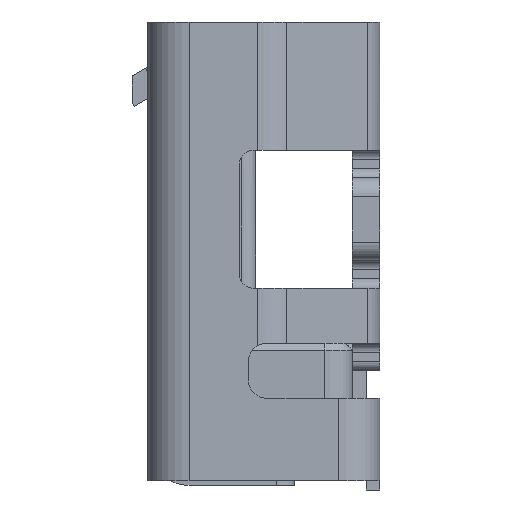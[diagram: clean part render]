
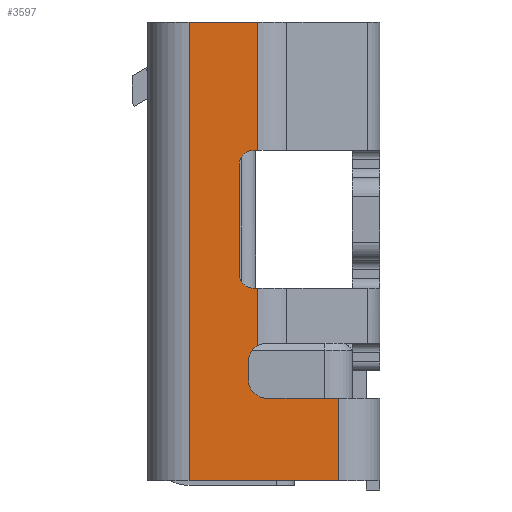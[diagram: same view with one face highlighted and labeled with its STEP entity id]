
A CAD part, left-side view. The second image highlights one B-rep face of the part: STEP entity #3597.
In plain terms, the highlighted planar face has unit normal (-1, 0, 0).
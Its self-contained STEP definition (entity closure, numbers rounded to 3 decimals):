
#31 = CARTESIAN_POINT ( 'NONE',  ( -3.75, 1.432, -1.811 ) ) ;
#49 = VERTEX_POINT ( 'NONE', #10595 ) ;
#125 = DIRECTION ( 'NONE',  ( 1., 0., 0. ) ) ;
#292 = VERTEX_POINT ( 'NONE', #3763 ) ;
#305 = DIRECTION ( 'NONE',  ( 1., 0., 0. ) ) ;
#322 = DIRECTION ( 'NONE',  ( 0., 1., 0. ) ) ;
#575 = EDGE_LOOP ( 'NONE', ( #16433, #8026, #9649, #13636, #19145, #13962, #6782, #18335, #12157, #6436, #10070, #3126, #5076, #12233, #6003 ) ) ;
#831 = LINE ( 'NONE', #17701, #13457 ) ;
#837 = CARTESIAN_POINT ( 'NONE',  ( -3.75, 0.45, -2.21 ) ) ;
#1047 = VECTOR ( 'NONE', #16531, 1000. ) ;
#1191 = DIRECTION ( 'NONE',  ( 0., 1., 0. ) ) ;
#1485 = DIRECTION ( 'NONE',  ( 1., 0., 0. ) ) ;
#1510 = AXIS2_PLACEMENT_3D ( 'NONE', #14561, #10152, #16487 ) ;
#1710 = CARTESIAN_POINT ( 'NONE',  ( -3.75, 1.332, 0. ) ) ;
#1836 = CIRCLE ( 'NONE', #1510, 0.15 ) ;
#2163 = VERTEX_POINT ( 'NONE', #17059 ) ;
#2166 = CIRCLE ( 'NONE', #18511, 0.2 ) ;
#2172 = EDGE_CURVE ( 'NONE', #10090, #2163, #5117, .T. ) ;
#2189 = VERTEX_POINT ( 'NONE', #9711 ) ;
#2191 = VERTEX_POINT ( 'NONE', #9404 ) ;
#2316 = AXIS2_PLACEMENT_3D ( 'NONE', #15313, #1485, #7780 ) ;
#2427 = EDGE_CURVE ( 'NONE', #3806, #7732, #4196, .T. ) ;
#3047 = EDGE_CURVE ( 'NONE', #10090, #7732, #14962, .T. ) ;
#3126 = ORIENTED_EDGE ( 'NONE', *, *, #18360, .T. ) ;
#3441 = VECTOR ( 'NONE', #7034, 1000. ) ;
#3480 = VECTOR ( 'NONE', #11749, 1000. ) ;
#3597 = ADVANCED_FACE ( 'NONE', ( #7504 ), #15448, .F. ) ;
#3763 = CARTESIAN_POINT ( 'NONE',  ( -3.75, 0.45, -3.11 ) ) ;
#3806 = VERTEX_POINT ( 'NONE', #9164 ) ;
#3823 = CIRCLE ( 'NONE', #13412, 0.2 ) ;
#4131 = VERTEX_POINT ( 'NONE', #14385 ) ;
#4196 = LINE ( 'NONE', #5694, #9511 ) ;
#4838 = CARTESIAN_POINT ( 'NONE',  ( -3.75, 1.232, -2.01 ) ) ;
#4971 = VERTEX_POINT ( 'NONE', #31 ) ;
#5052 = EDGE_CURVE ( 'NONE', #15452, #2189, #3823, .T. ) ;
#5076 = ORIENTED_EDGE ( 'NONE', *, *, #16623, .T. ) ;
#5117 = LINE ( 'NONE', #1710, #13985 ) ;
#5540 = DIRECTION ( 'NONE',  ( 0., 1., 0. ) ) ;
#5694 = CARTESIAN_POINT ( 'NONE',  ( -3.75, 2.08, 0. ) ) ;
#5989 = CARTESIAN_POINT ( 'NONE',  ( -3.75, 1.532, 0. ) ) ;
#6003 = ORIENTED_EDGE ( 'NONE', *, *, #3047, .T. ) ;
#6014 = EDGE_CURVE ( 'NONE', #13593, #15452, #831, .T. ) ;
#6436 = ORIENTED_EDGE ( 'NONE', *, *, #11789, .T. ) ;
#6480 = CARTESIAN_POINT ( 'NONE',  ( -3.75, 1.332, 1.89 ) ) ;
#6778 = VECTOR ( 'NONE', #18623, 1000. ) ;
#6782 = ORIENTED_EDGE ( 'NONE', *, *, #18655, .T. ) ;
#6997 = EDGE_CURVE ( 'NONE', #4131, #19536, #7484, .T. ) ;
#7034 = DIRECTION ( 'NONE',  ( 0., -1., 0. ) ) ;
#7045 = CARTESIAN_POINT ( 'NONE',  ( -3.75, 0.45, -2.51 ) ) ;
#7182 = DIRECTION ( 'NONE',  ( 1., 0., 0. ) ) ;
#7330 = DIRECTION ( 'NONE',  ( 0., 0., -1. ) ) ;
#7484 = LINE ( 'NONE', #5989, #6778 ) ;
#7504 = FACE_OUTER_BOUND ( 'NONE', #575, .T. ) ;
#7732 = VERTEX_POINT ( 'NONE', #13426 ) ;
#7780 = DIRECTION ( 'NONE',  ( 0., 1., 0. ) ) ;
#7904 = DIRECTION ( 'NONE',  ( 0., 0., -1. ) ) ;
#8026 = ORIENTED_EDGE ( 'NONE', *, *, #11592, .T. ) ;
#8411 = VECTOR ( 'NONE', #8414, 1000. ) ;
#8414 = DIRECTION ( 'NONE',  ( 0., 0., 1. ) ) ;
#8646 = LINE ( 'NONE', #14766, #19453 ) ;
#8998 = DIRECTION ( 'NONE',  ( 0., 0., 1. ) ) ;
#9164 = CARTESIAN_POINT ( 'NONE',  ( -3.75, 2.08, -3.11 ) ) ;
#9404 = CARTESIAN_POINT ( 'NONE',  ( -3.75, 1.382, 0.49 ) ) ;
#9410 = CARTESIAN_POINT ( 'NONE',  ( -3.75, 0., 0. ) ) ;
#9511 = VECTOR ( 'NONE', #8998, 1000. ) ;
#9649 = ORIENTED_EDGE ( 'NONE', *, *, #14739, .F. ) ;
#9711 = CARTESIAN_POINT ( 'NONE',  ( -3.75, 1.432, -2.01 ) ) ;
#9859 = LINE ( 'NONE', #7045, #10127 ) ;
#10050 = CARTESIAN_POINT ( 'NONE',  ( -3.75, 0., 0.49 ) ) ;
#10070 = ORIENTED_EDGE ( 'NONE', *, *, #6997, .F. ) ;
#10090 = VERTEX_POINT ( 'NONE', #6480 ) ;
#10127 = VECTOR ( 'NONE', #12861, 1000. ) ;
#10152 = DIRECTION ( 'NONE',  ( 1., 0., 0. ) ) ;
#10217 = LINE ( 'NONE', #16348, #8411 ) ;
#10224 = CARTESIAN_POINT ( 'NONE',  ( -3.75, 1.332, -1.01 ) ) ;
#10595 = CARTESIAN_POINT ( 'NONE',  ( -3.75, 1.382, -1.01 ) ) ;
#11019 = EDGE_CURVE ( 'NONE', #17148, #16102, #10217, .T. ) ;
#11592 = EDGE_CURVE ( 'NONE', #3806, #292, #15115, .T. ) ;
#11749 = DIRECTION ( 'NONE',  ( 0., 1., 0. ) ) ;
#11789 = EDGE_CURVE ( 'NONE', #49, #19536, #13510, .T. ) ;
#11919 = CARTESIAN_POINT ( 'NONE',  ( -3.75, 1.332, -1.637 ) ) ;
#12019 = CARTESIAN_POINT ( 'NONE',  ( -3.75, 1.532, -0.86 ) ) ;
#12157 = ORIENTED_EDGE ( 'NONE', *, *, #16253, .T. ) ;
#12233 = ORIENTED_EDGE ( 'NONE', *, *, #2172, .F. ) ;
#12677 = LINE ( 'NONE', #10050, #3441 ) ;
#12861 = DIRECTION ( 'NONE',  ( 0., 0., -1. ) ) ;
#13412 = AXIS2_PLACEMENT_3D ( 'NONE', #4838, #125, #322 ) ;
#13426 = CARTESIAN_POINT ( 'NONE',  ( -3.75, 2.08, 1.89 ) ) ;
#13457 = VECTOR ( 'NONE', #5540, 1000. ) ;
#13510 = CIRCLE ( 'NONE', #2316, 0.15 ) ;
#13593 = VERTEX_POINT ( 'NONE', #837 ) ;
#13636 = ORIENTED_EDGE ( 'NONE', *, *, #6014, .T. ) ;
#13962 = ORIENTED_EDGE ( 'NONE', *, *, #18382, .F. ) ;
#13985 = VECTOR ( 'NONE', #7904, 1000. ) ;
#14306 = VECTOR ( 'NONE', #15836, 1000. ) ;
#14325 = CARTESIAN_POINT ( 'NONE',  ( -3.75, 0., -1.01 ) ) ;
#14385 = CARTESIAN_POINT ( 'NONE',  ( -3.75, 1.532, 0.34 ) ) ;
#14524 = CARTESIAN_POINT ( 'NONE',  ( -3.75, 1.232, -1.811 ) ) ;
#14561 = CARTESIAN_POINT ( 'NONE',  ( -3.75, 1.382, 0.34 ) ) ;
#14739 = EDGE_CURVE ( 'NONE', #13593, #292, #9859, .T. ) ;
#14766 = CARTESIAN_POINT ( 'NONE',  ( -3.75, 1.432, 0. ) ) ;
#14962 = LINE ( 'NONE', #16490, #3480 ) ;
#15115 = LINE ( 'NONE', #19352, #1047 ) ;
#15313 = CARTESIAN_POINT ( 'NONE',  ( -3.75, 1.382, -0.86 ) ) ;
#15448 = PLANE ( 'NONE',  #16662 ) ;
#15452 = VERTEX_POINT ( 'NONE', #18508 ) ;
#15836 = DIRECTION ( 'NONE',  ( 0., 1., 0. ) ) ;
#16102 = VERTEX_POINT ( 'NONE', #10224 ) ;
#16253 = EDGE_CURVE ( 'NONE', #16102, #49, #18758, .T. ) ;
#16348 = CARTESIAN_POINT ( 'NONE',  ( -3.75, 1.332, 0. ) ) ;
#16433 = ORIENTED_EDGE ( 'NONE', *, *, #2427, .F. ) ;
#16487 = DIRECTION ( 'NONE',  ( 0., 1., 0. ) ) ;
#16490 = CARTESIAN_POINT ( 'NONE',  ( -3.75, 0., 1.89 ) ) ;
#16531 = DIRECTION ( 'NONE',  ( 0., -1., 0. ) ) ;
#16623 = EDGE_CURVE ( 'NONE', #2191, #2163, #12677, .T. ) ;
#16662 = AXIS2_PLACEMENT_3D ( 'NONE', #9410, #305, #19783 ) ;
#17059 = CARTESIAN_POINT ( 'NONE',  ( -3.75, 1.332, 0.49 ) ) ;
#17148 = VERTEX_POINT ( 'NONE', #11919 ) ;
#17701 = CARTESIAN_POINT ( 'NONE',  ( -3.75, 0., -2.21 ) ) ;
#18335 = ORIENTED_EDGE ( 'NONE', *, *, #11019, .T. ) ;
#18360 = EDGE_CURVE ( 'NONE', #4131, #2191, #1836, .T. ) ;
#18382 = EDGE_CURVE ( 'NONE', #4971, #2189, #8646, .T. ) ;
#18508 = CARTESIAN_POINT ( 'NONE',  ( -3.75, 1.232, -2.21 ) ) ;
#18511 = AXIS2_PLACEMENT_3D ( 'NONE', #14524, #7182, #1191 ) ;
#18623 = DIRECTION ( 'NONE',  ( 0., 0., -1. ) ) ;
#18655 = EDGE_CURVE ( 'NONE', #4971, #17148, #2166, .T. ) ;
#18758 = LINE ( 'NONE', #14325, #14306 ) ;
#19145 = ORIENTED_EDGE ( 'NONE', *, *, #5052, .T. ) ;
#19352 = CARTESIAN_POINT ( 'NONE',  ( -3.75, 0., -3.11 ) ) ;
#19453 = VECTOR ( 'NONE', #7330, 1000. ) ;
#19536 = VERTEX_POINT ( 'NONE', #12019 ) ;
#19783 = DIRECTION ( 'NONE',  ( 0., 1., 0. ) ) ;
